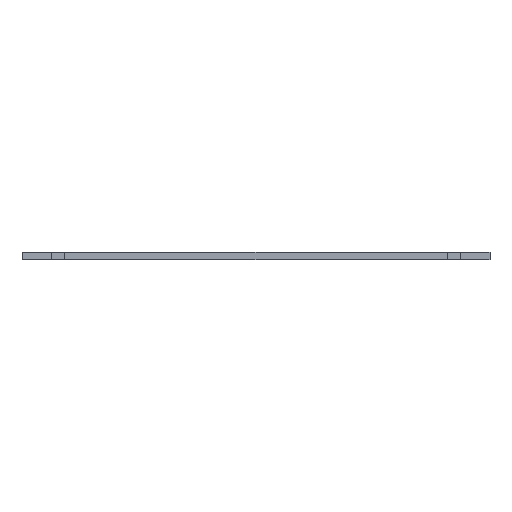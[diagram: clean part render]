
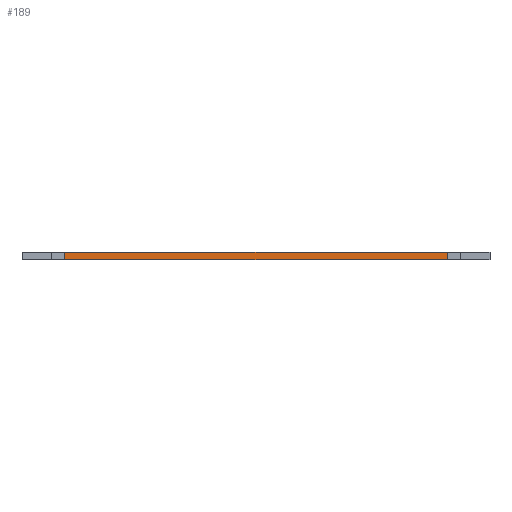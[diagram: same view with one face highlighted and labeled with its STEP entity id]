
A CAD part, front view. The second image highlights one B-rep face of the part: STEP entity #189.
In plain terms, the highlighted planar face has unit normal (0, -1, 0).
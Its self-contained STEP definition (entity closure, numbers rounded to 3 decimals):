
#31=CARTESIAN_POINT('Axis2P3D Location',(11.5,0.,0.)) ;
#142=CARTESIAN_POINT('Vertex',(16.5,0.,0.)) ;
#145=CARTESIAN_POINT('Line Origine',(16.5,0.,1.5)) ;
#149=CARTESIAN_POINT('Vertex',(16.5,0.,3.)) ;
#164=CARTESIAN_POINT('Line Origine',(90.,0.,0.)) ;
#168=CARTESIAN_POINT('Vertex',(163.5,0.,0.)) ;
#171=CARTESIAN_POINT('Line Origine',(163.5,0.,1.5)) ;
#175=CARTESIAN_POINT('Vertex',(163.5,0.,3.)) ;
#178=CARTESIAN_POINT('Line Origine',(90.,0.,3.)) ;
#147=VECTOR('Line Direction',#146,1.) ;
#166=VECTOR('Line Direction',#165,1.) ;
#173=VECTOR('Line Direction',#172,1.) ;
#180=VECTOR('Line Direction',#179,1.) ;
#32=DIRECTION('Axis2P3D Direction',(0.,1.,-0.)) ;
#33=DIRECTION('Axis2P3D XDirection',(-1.,0.,0.)) ;
#146=DIRECTION('Vector Direction',(0.,0.,1.)) ;
#165=DIRECTION('Vector Direction',(-1.,0.,0.)) ;
#172=DIRECTION('Vector Direction',(0.,0.,1.)) ;
#179=DIRECTION('Vector Direction',(-1.,0.,0.)) ;
#34=AXIS2_PLACEMENT_3D('Plane Axis2P3D',#31,#32,#33) ;
#148=LINE('Line',#145,#147) ;
#167=LINE('Line',#164,#166) ;
#174=LINE('Line',#171,#173) ;
#181=LINE('Line',#178,#180) ;
#35=PLANE('',#34) ;
#151=EDGE_CURVE('',#143,#150,#148,.T.) ;
#170=EDGE_CURVE('',#143,#169,#167,.F.) ;
#177=EDGE_CURVE('',#169,#176,#174,.T.) ;
#182=EDGE_CURVE('',#150,#176,#181,.F.) ;
#184=ORIENTED_EDGE('',*,*,#151,.F.) ;
#185=ORIENTED_EDGE('',*,*,#170,.T.) ;
#186=ORIENTED_EDGE('',*,*,#177,.T.) ;
#187=ORIENTED_EDGE('',*,*,#182,.F.) ;
#183=EDGE_LOOP('',(#184,#185,#186,#187)) ;
#143=VERTEX_POINT('',#142) ;
#150=VERTEX_POINT('',#149) ;
#169=VERTEX_POINT('',#168) ;
#176=VERTEX_POINT('',#175) ;
#189=ADVANCED_FACE('PartBody',(#188),#35,.F.) ;
#188=FACE_OUTER_BOUND('',#183,.T.) ;
